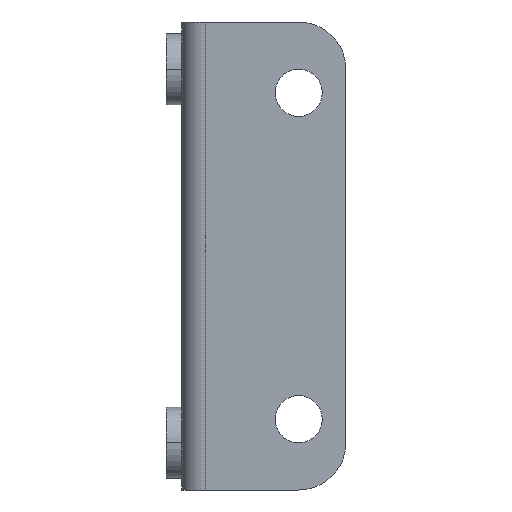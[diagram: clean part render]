
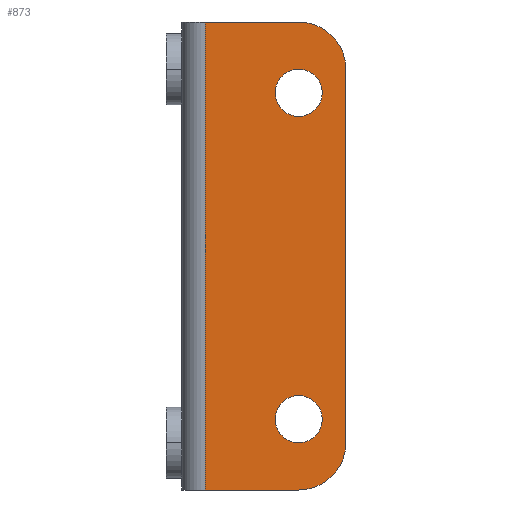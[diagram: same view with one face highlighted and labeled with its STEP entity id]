
A CAD part, left-side view. The second image highlights one B-rep face of the part: STEP entity #873.
In plain terms, the highlighted planar face has unit normal (-1, 0, 0).
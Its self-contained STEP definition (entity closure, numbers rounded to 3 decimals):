
#205=CARTESIAN_POINT('',(1.89,-458.5,948.75));
#206=DIRECTION('',(1.,0.,0.));
#207=DIRECTION('',(0.,0.,1.));
#208=AXIS2_PLACEMENT_3D('',#205,#206,#207);
#214=CARTESIAN_POINT('',(1.89,-458.5,901.25));
#215=DIRECTION('',(1.,0.,0.));
#216=DIRECTION('',(0.,-1.,0.));
#217=AXIS2_PLACEMENT_3D('',#214,#215,#216);
#222=CARTESIAN_POINT('',(1.89,-458.5,945.75));
#223=DIRECTION('',(1.,0.,0.));
#224=DIRECTION('',(0.,1.,0.));
#225=AXIS2_PLACEMENT_3D('',#222,#223,#224);
#230=CARTESIAN_POINT('',(1.89,-458.5,945.75));
#231=DIRECTION('',(1.,0.,0.));
#232=DIRECTION('',(0.,-1.,0.));
#233=AXIS2_PLACEMENT_3D('',#230,#231,#232);
#238=CARTESIAN_POINT('',(1.89,-458.5,904.25));
#239=DIRECTION('',(1.,0.,0.));
#240=DIRECTION('',(0.,1.,0.));
#241=AXIS2_PLACEMENT_3D('',#238,#239,#240);
#246=CARTESIAN_POINT('',(1.89,-458.5,904.25));
#247=DIRECTION('',(1.,0.,0.));
#248=DIRECTION('',(0.,-1.,0.));
#249=AXIS2_PLACEMENT_3D('',#246,#247,#248);
#261=DIRECTION('',(0.,0.,-1.));
#262=VECTOR('',#261,59.5);
#263=CARTESIAN_POINT('',(1.89,-446.652,954.75));
#264=LINE('',#263,#262);
#290=DIRECTION('',(0.,-1.,0.));
#291=VECTOR('',#290,11.848);
#292=CARTESIAN_POINT('',(1.89,-446.652,895.25));
#293=LINE('',#292,#291);
#557=DIRECTION('',(0.,1.,0.));
#558=VECTOR('',#557,11.848);
#559=CARTESIAN_POINT('',(1.89,-458.5,954.75));
#560=LINE('',#559,#558);
#676=DIRECTION('',(0.,0.,1.));
#677=VECTOR('',#676,47.5);
#678=CARTESIAN_POINT('',(1.89,-464.5,901.25));
#679=LINE('',#678,#677);
#746=CARTESIAN_POINT('',(1.89,-446.652,954.75));
#747=CARTESIAN_POINT('',(1.89,-446.652,895.25));
#748=VERTEX_POINT('',#746);
#749=VERTEX_POINT('',#747);
#750=CARTESIAN_POINT('',(1.89,-458.5,954.75));
#751=VERTEX_POINT('',#750);
#752=CARTESIAN_POINT('',(1.89,-464.5,948.75));
#753=VERTEX_POINT('',#752);
#754=CARTESIAN_POINT('',(1.89,-464.5,901.25));
#755=VERTEX_POINT('',#754);
#756=CARTESIAN_POINT('',(1.89,-458.5,895.25));
#757=VERTEX_POINT('',#756);
#794=CARTESIAN_POINT('',(1.89,-455.5,945.75));
#795=CARTESIAN_POINT('',(1.89,-461.5,945.75));
#796=VERTEX_POINT('',#794);
#797=VERTEX_POINT('',#795);
#798=CARTESIAN_POINT('',(1.89,-455.5,904.25));
#799=CARTESIAN_POINT('',(1.89,-461.5,904.25));
#800=VERTEX_POINT('',#798);
#801=VERTEX_POINT('',#799);
#842=CARTESIAN_POINT('',(1.89,0.,0.));
#843=DIRECTION('',(1.,0.,0.));
#844=DIRECTION('',(0.,1.,0.));
#845=AXIS2_PLACEMENT_3D('',#842,#843,#844);
#846=PLANE('',#845);
#848=ORIENTED_EDGE('',*,*,#847,.F.);
#850=ORIENTED_EDGE('',*,*,#849,.F.);
#852=ORIENTED_EDGE('',*,*,#851,.T.);
#854=ORIENTED_EDGE('',*,*,#853,.F.);
#856=ORIENTED_EDGE('',*,*,#855,.T.);
#858=ORIENTED_EDGE('',*,*,#857,.F.);
#859=EDGE_LOOP('',(#848,#850,#852,#854,#856,#858));
#860=FACE_OUTER_BOUND('',#859,.F.);
#862=ORIENTED_EDGE('',*,*,#861,.F.);
#864=ORIENTED_EDGE('',*,*,#863,.F.);
#865=EDGE_LOOP('',(#862,#864));
#866=FACE_BOUND('',#865,.F.);
#868=ORIENTED_EDGE('',*,*,#867,.F.);
#870=ORIENTED_EDGE('',*,*,#869,.F.);
#871=EDGE_LOOP('',(#868,#870));
#872=FACE_BOUND('',#871,.F.);
#209=CIRCLE('',#208,6.);
#218=CIRCLE('',#217,6.);
#226=CIRCLE('',#225,3.);
#234=CIRCLE('',#233,3.);
#242=CIRCLE('',#241,3.);
#250=CIRCLE('',#249,3.);
#847=EDGE_CURVE('',#748,#749,#264,.T.);
#849=EDGE_CURVE('',#751,#748,#560,.T.);
#851=EDGE_CURVE('',#751,#753,#209,.T.);
#853=EDGE_CURVE('',#755,#753,#679,.T.);
#855=EDGE_CURVE('',#755,#757,#218,.T.);
#857=EDGE_CURVE('',#749,#757,#293,.T.);
#861=EDGE_CURVE('',#796,#797,#226,.T.);
#863=EDGE_CURVE('',#797,#796,#234,.T.);
#867=EDGE_CURVE('',#800,#801,#242,.T.);
#869=EDGE_CURVE('',#801,#800,#250,.T.);
#873=ADVANCED_FACE('',(#860,#866,#872),#846,.F.);
